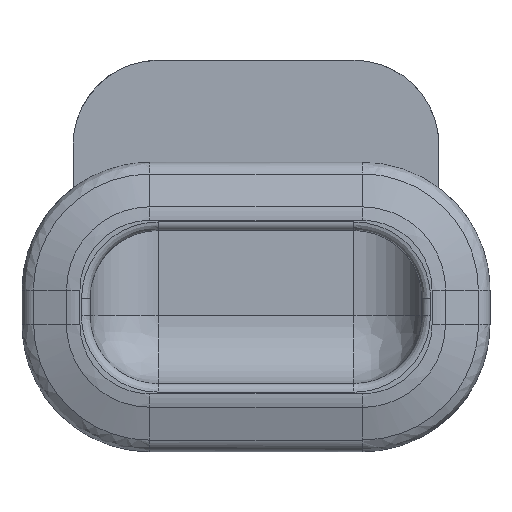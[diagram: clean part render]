
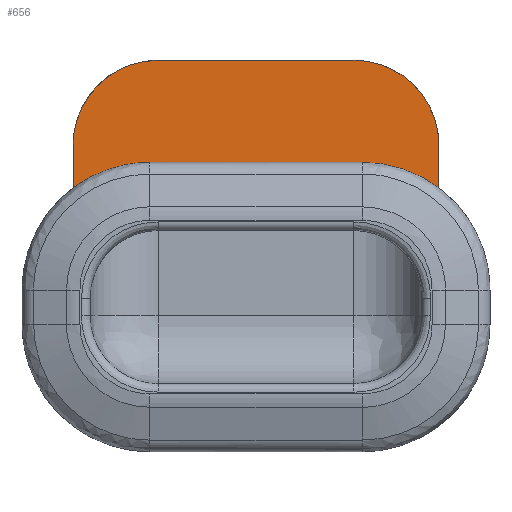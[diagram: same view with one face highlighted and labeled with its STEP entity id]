
A CAD part, front view. The second image highlights one B-rep face of the part: STEP entity #656.
In plain terms, the highlighted free-form (B-spline) face has degree [1, 1] with [2, 2] control points.
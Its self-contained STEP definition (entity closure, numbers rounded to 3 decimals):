
#61=CARTESIAN_POINT('',(21.5,6.,14.0));
#62=VERTEX_POINT('',#61);
#100=CARTESIAN_POINT('',(27.5,6.,2.));
#101=VERTEX_POINT('',#100);
#102=CARTESIAN_POINT('',(27.5,6.,2.));
#103=CARTESIAN_POINT('',(27.5,6.,9.5));
#104=CARTESIAN_POINT('',(21.5,6.,14.0));
#112=(BOUNDED_CURVE()B_SPLINE_CURVE(2,(#102,#103,#104),.UNSPECIFIED.,.F.,.U.)CURVE()GEOMETRIC_REPRESENTATION_ITEM()QUASI_UNIFORM_CURVE()RATIONAL_B_SPLINE_CURVE((1.0,0.894,1.0))REPRESENTATION_ITEM(''));
#113=EDGE_CURVE('',#101,#62,#112,.T.);
#163=CARTESIAN_POINT('',(27.5,6.,-2.0));
#164=VERTEX_POINT('',#163);
#165=CARTESIAN_POINT('',(27.5,6.,-2.0));
#166=CARTESIAN_POINT('',(27.5,6.,2.));
#167=QUASI_UNIFORM_CURVE('',1,(#165,#166),.UNSPECIFIED.,.F.,.U.);
#168=EDGE_CURVE('',#164,#101,#167,.T.);
#213=CARTESIAN_POINT('',(12.5,6.,-17.0));
#214=VERTEX_POINT('',#213);
#215=CARTESIAN_POINT('',(12.5,6.,-17.0));
#216=CARTESIAN_POINT('',(27.5,6.0,-17.));
#217=CARTESIAN_POINT('',(27.5,6.,-2.0));
#225=(BOUNDED_CURVE()B_SPLINE_CURVE(2,(#215,#216,#217),.UNSPECIFIED.,.F.,.U.)CURVE()GEOMETRIC_REPRESENTATION_ITEM()QUASI_UNIFORM_CURVE()RATIONAL_B_SPLINE_CURVE((1.0,0.707,1.0))REPRESENTATION_ITEM(''));
#226=EDGE_CURVE('',#214,#164,#225,.T.);
#276=CARTESIAN_POINT('',(-12.5,6.,-17.0));
#277=VERTEX_POINT('',#276);
#278=CARTESIAN_POINT('',(-12.5,6.,-17.0));
#279=CARTESIAN_POINT('',(12.5,6.,-17.0));
#280=QUASI_UNIFORM_CURVE('',1,(#278,#279),.UNSPECIFIED.,.F.,.U.);
#281=EDGE_CURVE('',#277,#214,#280,.T.);
#326=CARTESIAN_POINT('',(-27.5,6.,-2.0));
#327=VERTEX_POINT('',#326);
#328=CARTESIAN_POINT('',(-27.5,6.,-2.0));
#329=CARTESIAN_POINT('',(-27.5,6.0,-17.));
#330=CARTESIAN_POINT('',(-12.5,6.,-17.0));
#338=(BOUNDED_CURVE()B_SPLINE_CURVE(2,(#328,#329,#330),.UNSPECIFIED.,.F.,.U.)CURVE()GEOMETRIC_REPRESENTATION_ITEM()QUASI_UNIFORM_CURVE()RATIONAL_B_SPLINE_CURVE((1.0,0.707,1.0))REPRESENTATION_ITEM(''));
#339=EDGE_CURVE('',#327,#277,#338,.T.);
#389=CARTESIAN_POINT('',(-27.5,6.,2.));
#390=VERTEX_POINT('',#389);
#391=CARTESIAN_POINT('',(-27.5,6.,2.));
#392=CARTESIAN_POINT('',(-27.5,6.,-2.0));
#393=QUASI_UNIFORM_CURVE('',1,(#391,#392),.UNSPECIFIED.,.F.,.U.);
#394=EDGE_CURVE('',#390,#327,#393,.T.);
#440=CARTESIAN_POINT('',(-21.5,6.,14.0));
#441=VERTEX_POINT('',#440);
#491=CARTESIAN_POINT('',(-21.5,6.,14.0));
#492=CARTESIAN_POINT('',(-27.5,6.,9.5));
#493=CARTESIAN_POINT('',(-27.5,6.,2.));
#501=(BOUNDED_CURVE()B_SPLINE_CURVE(2,(#491,#492,#493),.UNSPECIFIED.,.F.,.U.)CURVE()GEOMETRIC_REPRESENTATION_ITEM()QUASI_UNIFORM_CURVE()RATIONAL_B_SPLINE_CURVE((1.0,0.894,1.0))REPRESENTATION_ITEM(''));
#502=EDGE_CURVE('',#441,#390,#501,.T.);
#534=CARTESIAN_POINT('',(-21.5,6.,19.0));
#535=VERTEX_POINT('',#534);
#536=CARTESIAN_POINT('',(-21.5,6.,14.0));
#537=CARTESIAN_POINT('',(-21.5,6.,19.0));
#538=QUASI_UNIFORM_CURVE('',1,(#536,#537),.UNSPECIFIED.,.F.,.U.);
#539=EDGE_CURVE('',#441,#535,#538,.T.);
#549=CARTESIAN_POINT('',(-30.247,6.,31.298));
#550=CARTESIAN_POINT('',(-30.247,6.,-19.298));
#551=CARTESIAN_POINT('',(30.247,6.,31.298));
#552=CARTESIAN_POINT('',(30.247,6.,-19.298));
#553=B_SPLINE_SURFACE_WITH_KNOTS('',1,1,((#549,#551),(#550,#552)),.UNSPECIFIED.,.F.,.F.,.U.,(2,2),(2,2),(0.0,50.595),(0.0,60.495),.UNSPECIFIED.);
#554=ORIENTED_EDGE('',*,*,#113,.T.);
#555=CARTESIAN_POINT('',(21.5,6.,19.0));
#556=VERTEX_POINT('',#555);
#557=CARTESIAN_POINT('',(21.5,6.,14.0));
#558=CARTESIAN_POINT('',(21.5,6.,19.0));
#559=QUASI_UNIFORM_CURVE('',1,(#557,#558),.UNSPECIFIED.,.F.,.U.);
#560=EDGE_CURVE('',#62,#556,#559,.T.);
#561=ORIENTED_EDGE('',*,*,#560,.T.);
#562=CARTESIAN_POINT('',(11.5,6.,29.0));
#563=VERTEX_POINT('',#562);
#564=CARTESIAN_POINT('',(21.5,6.,19.0));
#565=CARTESIAN_POINT('',(21.5,6.,29.0));
#566=CARTESIAN_POINT('',(11.5,6.,29.0));
#574=(BOUNDED_CURVE()B_SPLINE_CURVE(2,(#564,#565,#566),.UNSPECIFIED.,.F.,.U.)CURVE()GEOMETRIC_REPRESENTATION_ITEM()QUASI_UNIFORM_CURVE()RATIONAL_B_SPLINE_CURVE((1.0,0.707,1.0))REPRESENTATION_ITEM(''));
#575=EDGE_CURVE('',#556,#563,#574,.T.);
#576=ORIENTED_EDGE('',*,*,#575,.T.);
#577=CARTESIAN_POINT('',(-11.5,6.,29.0));
#578=VERTEX_POINT('',#577);
#579=CARTESIAN_POINT('',(11.5,6.,29.0));
#580=CARTESIAN_POINT('',(-11.5,6.,29.0));
#581=QUASI_UNIFORM_CURVE('',1,(#579,#580),.UNSPECIFIED.,.F.,.U.);
#582=EDGE_CURVE('',#563,#578,#581,.T.);
#583=ORIENTED_EDGE('',*,*,#582,.T.);
#584=CARTESIAN_POINT('',(-11.5,6.,29.0));
#585=CARTESIAN_POINT('',(-21.5,6.,29.0));
#586=CARTESIAN_POINT('',(-21.5,6.,19.0));
#594=(BOUNDED_CURVE()B_SPLINE_CURVE(2,(#584,#585,#586),.UNSPECIFIED.,.F.,.U.)CURVE()GEOMETRIC_REPRESENTATION_ITEM()QUASI_UNIFORM_CURVE()RATIONAL_B_SPLINE_CURVE((1.0,0.707,1.0))REPRESENTATION_ITEM(''));
#595=EDGE_CURVE('',#578,#535,#594,.T.);
#596=ORIENTED_EDGE('',*,*,#595,.T.);
#597=ORIENTED_EDGE('',*,*,#539,.F.);
#598=ORIENTED_EDGE('',*,*,#502,.T.);
#599=ORIENTED_EDGE('',*,*,#394,.T.);
#600=ORIENTED_EDGE('',*,*,#339,.T.);
#601=ORIENTED_EDGE('',*,*,#281,.T.);
#602=ORIENTED_EDGE('',*,*,#226,.T.);
#603=ORIENTED_EDGE('',*,*,#168,.T.);
#604=EDGE_LOOP('',(#554,#561,#576,#583,#596,#597,#598,#599,#600,#601,#602,#603));
#605=FACE_OUTER_BOUND('',#604,.T.);
#606=CARTESIAN_POINT('',(12.0,6.,11.0));
#607=VERTEX_POINT('',#606);
#608=CARTESIAN_POINT('',(-12.0,6.,11.0));
#609=VERTEX_POINT('',#608);
#610=CARTESIAN_POINT('',(12.0,6.,11.0));
#611=CARTESIAN_POINT('',(-12.0,6.,11.0));
#612=QUASI_UNIFORM_CURVE('',1,(#610,#611),.UNSPECIFIED.,.F.,.U.);
#613=EDGE_CURVE('',#607,#609,#612,.T.);
#614=ORIENTED_EDGE('',*,*,#613,.F.);
#615=CARTESIAN_POINT('',(12.0,6.,-11.0));
#616=VERTEX_POINT('',#615);
#617=CARTESIAN_POINT('',(12.0,6.,-11.0));
#618=CARTESIAN_POINT('',(23.,6.,-11.));
#619=CARTESIAN_POINT('',(23.0,6.,0.));
#620=CARTESIAN_POINT('',(23.,6.,11.));
#621=CARTESIAN_POINT('',(12.0,6.,11.0));
#629=(BOUNDED_CURVE()B_SPLINE_CURVE(2,(#617,#618,#619,#620,#621),.UNSPECIFIED.,.F.,.U.)B_SPLINE_CURVE_WITH_KNOTS((3,2,3),(0.0,0.5,1.0),.UNSPECIFIED.)CURVE()GEOMETRIC_REPRESENTATION_ITEM()RATIONAL_B_SPLINE_CURVE((1.0,0.707,1.0,0.707,1.0))REPRESENTATION_ITEM(''));
#630=EDGE_CURVE('',#616,#607,#629,.T.);
#631=ORIENTED_EDGE('',*,*,#630,.F.);
#632=CARTESIAN_POINT('',(-12.0,6.,-11.0));
#633=VERTEX_POINT('',#632);
#634=CARTESIAN_POINT('',(-12.0,6.,-11.0));
#635=CARTESIAN_POINT('',(12.0,6.,-11.0));
#636=QUASI_UNIFORM_CURVE('',1,(#634,#635),.UNSPECIFIED.,.F.,.U.);
#637=EDGE_CURVE('',#633,#616,#636,.T.);
#638=ORIENTED_EDGE('',*,*,#637,.F.);
#639=CARTESIAN_POINT('',(-12.0,6.,11.0));
#640=CARTESIAN_POINT('',(-23.,6.,11.));
#641=CARTESIAN_POINT('',(-23.0,6.,0.));
#642=CARTESIAN_POINT('',(-23.,6.,-11.));
#643=CARTESIAN_POINT('',(-12.0,6.,-11.0));
#651=(BOUNDED_CURVE()B_SPLINE_CURVE(2,(#639,#640,#641,#642,#643),.UNSPECIFIED.,.F.,.U.)B_SPLINE_CURVE_WITH_KNOTS((3,2,3),(0.0,0.5,1.0),.UNSPECIFIED.)CURVE()GEOMETRIC_REPRESENTATION_ITEM()RATIONAL_B_SPLINE_CURVE((1.0,0.707,1.0,0.707,1.0))REPRESENTATION_ITEM(''));
#652=EDGE_CURVE('',#609,#633,#651,.T.);
#653=ORIENTED_EDGE('',*,*,#652,.F.);
#654=EDGE_LOOP('',(#614,#631,#638,#653));
#655=FACE_BOUND('',#654,.T.);
#656=ADVANCED_FACE('',(#605,#655),#553,.T.);
